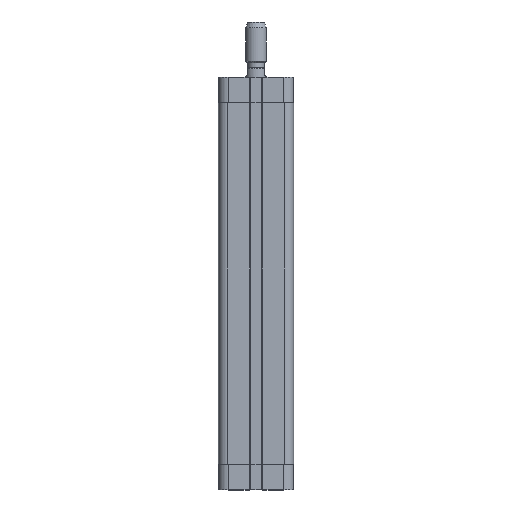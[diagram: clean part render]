
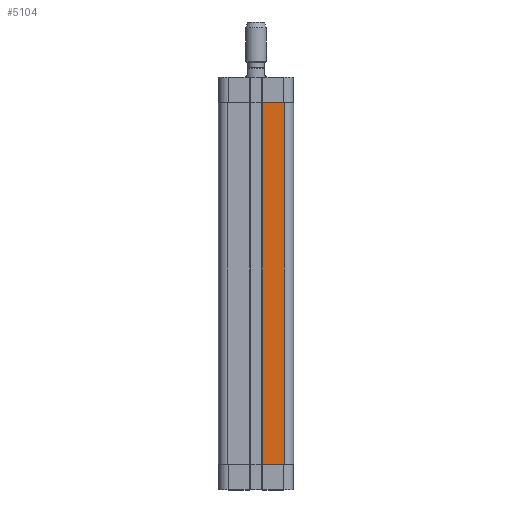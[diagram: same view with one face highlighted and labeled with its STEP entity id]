
A CAD part, top view. The second image highlights one B-rep face of the part: STEP entity #5104.
In plain terms, the highlighted planar face has unit normal (0, 0, 1).
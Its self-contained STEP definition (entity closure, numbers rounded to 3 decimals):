
#3671=CARTESIAN_POINT('',(3.25,86.75,18.05));
#3672=VERTEX_POINT('',#3671);
#3680=CARTESIAN_POINT('',(13.55,86.75,18.05));
#3681=VERTEX_POINT('',#3680);
#3682=CARTESIAN_POINT('',(13.55,86.75,18.05));
#3683=DIRECTION('',(-1.0,0.0,0.0));
#3684=VECTOR('',#3683,10.3);
#3685=LINE('',#3682,#3684);
#3686=EDGE_CURVE('',#3681,#3672,#3685,.T.);
#4738=CARTESIAN_POINT('',(13.55,-86.75,18.05));
#4739=VERTEX_POINT('',#4738);
#4747=CARTESIAN_POINT('',(3.25,-86.75,18.05));
#4748=VERTEX_POINT('',#4747);
#4749=CARTESIAN_POINT('',(3.25,-86.75,18.05));
#4750=DIRECTION('',(1.0,0.0,0.0));
#4751=VECTOR('',#4750,10.3);
#4752=LINE('',#4749,#4751);
#4753=EDGE_CURVE('',#4748,#4739,#4752,.T.);
#5072=CARTESIAN_POINT('',(13.55,-86.75,18.05));
#5073=DIRECTION('',(0.0,1.0,0.0));
#5074=VECTOR('',#5073,173.5);
#5075=LINE('',#5072,#5074);
#5076=EDGE_CURVE('',#4739,#3681,#5075,.T.);
#5088=CARTESIAN_POINT('',(13.55,0.0,18.05));
#5089=DIRECTION('',(0.0,0.0,1.0));
#5090=DIRECTION('',(1.0,0.0,0.0));
#5091=AXIS2_PLACEMENT_3D('',#5088,#5089,#5090);
#5092=PLANE('',#5091);
#5093=ORIENTED_EDGE('',*,*,#3686,.T.);
#5094=CARTESIAN_POINT('',(3.25,-86.75,18.05));
#5095=DIRECTION('',(0.0,1.0,0.0));
#5096=VECTOR('',#5095,173.5);
#5097=LINE('',#5094,#5096);
#5098=EDGE_CURVE('',#4748,#3672,#5097,.T.);
#5099=ORIENTED_EDGE('',*,*,#5098,.F.);
#5100=ORIENTED_EDGE('',*,*,#4753,.T.);
#5101=ORIENTED_EDGE('',*,*,#5076,.T.);
#5102=EDGE_LOOP('',(#5093,#5099,#5100,#5101));
#5103=FACE_OUTER_BOUND('',#5102,.T.);
#5104=ADVANCED_FACE('',(#5103),#5092,.T.);
